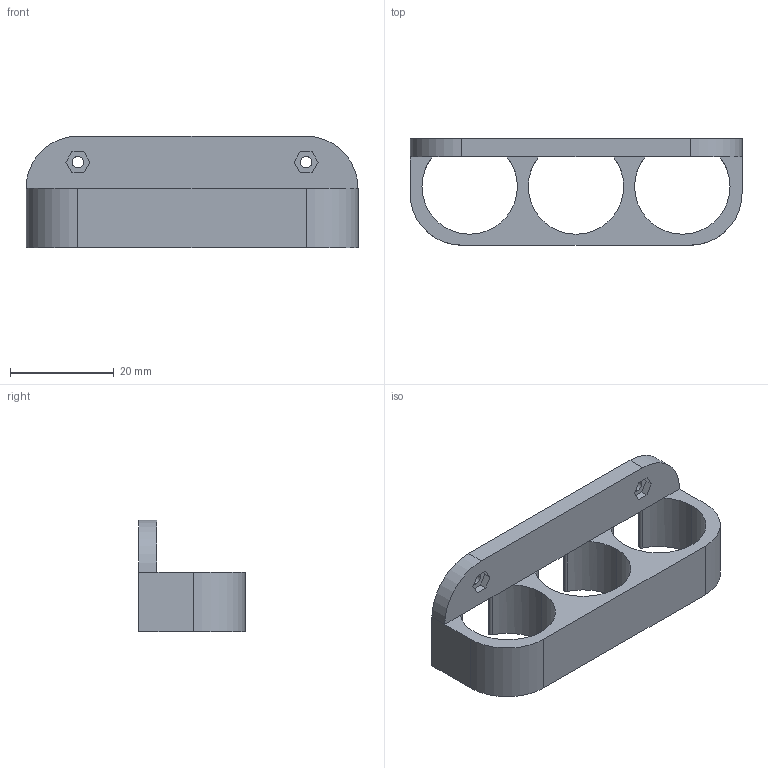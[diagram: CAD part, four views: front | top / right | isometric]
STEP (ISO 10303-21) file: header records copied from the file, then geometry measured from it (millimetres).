
FILE_DESCRIPTION (( 'STEP AP203' ), '1' );
FILE_NAME ('18650_Holder.STEP', '2024-10-28T17:08:47', ( '' ), ( '' ), 'SwSTEP 2.0', 'SolidWorks 2023', '' );
FILE_SCHEMA (( 'CONFIG_CONTROL_DESIGN' ));
Length unit declared in the file: millimetre
Products named in the file (1): 18650_Holder
Bounding box: 64 x 20.5 x 21.5 mm (x, y, z)
Volume: 7386.3 mm3; surface area: 5797 mm2
Topology: 1 solids, 1 shells, 51 faces, 151 edges, 98 vertices
Faces by surface type: cylinder 26, plane 25
Entity records: 1814 total; most frequent: DIRECTION 313, ORIENTED_EDGE 302, CARTESIAN_POINT 301, EDGE_CURVE 151, AXIS2_PLACEMENT_3D 110, VERTEX_POINT 98, VECTOR 93, LINE 93
